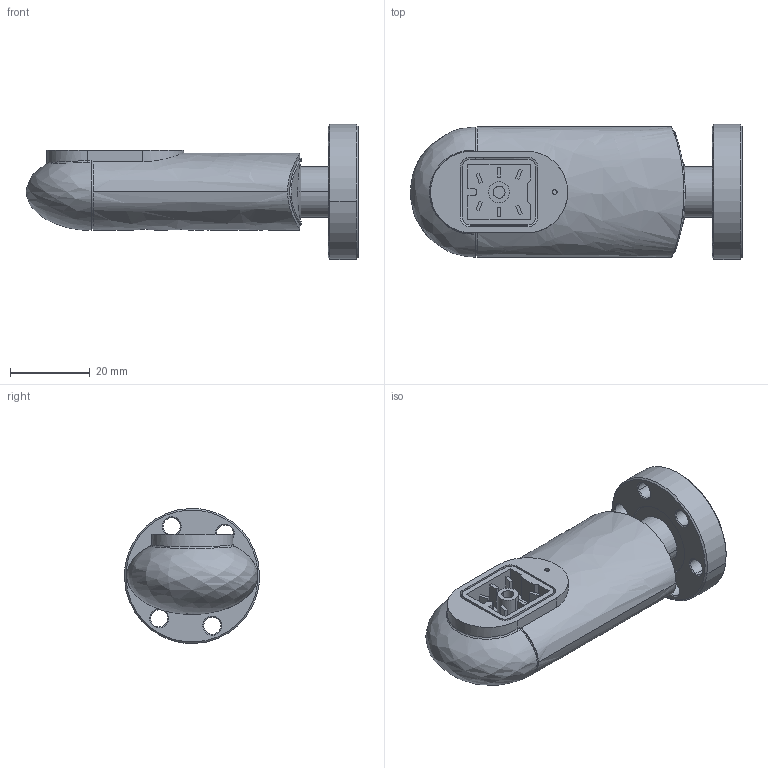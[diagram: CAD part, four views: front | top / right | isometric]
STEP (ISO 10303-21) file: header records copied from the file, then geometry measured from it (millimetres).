
FILE_DESCRIPTION((''),'2;1');
FILE_NAME('PTR21951.stp','2005-02-03T16:34:32',('BEM'),(''),'Autodesk Inventor 9','Autodesk Inventor 9','');
FILE_SCHEMA(('AUTOMOTIVE_DESIGN { 1 0 10303 214 1 1 1 1 }'));
Length unit declared in the file: millimetre
Products named in the file (1): PTR21951
Bounding box: 83.5 x 33.97 x 33.97 mm (x, y, z)
Volume: 17101.3 mm3; surface area: 20184.9 mm2
Topology: 2 solids, 2 shells, 351 faces, 961 edges, 615 vertices
Faces by surface type: plane 141, cylinder 81, bspline 69, cone 58, torus 2
Entity records: 13219 total; most frequent: CARTESIAN_POINT 4653, ORIENTED_EDGE 1910, DIRECTION 1600, EDGE_CURVE 955, VERTEX_POINT 615, AXIS2_PLACEMENT_3D 549, VECTOR 502, LINE 502
